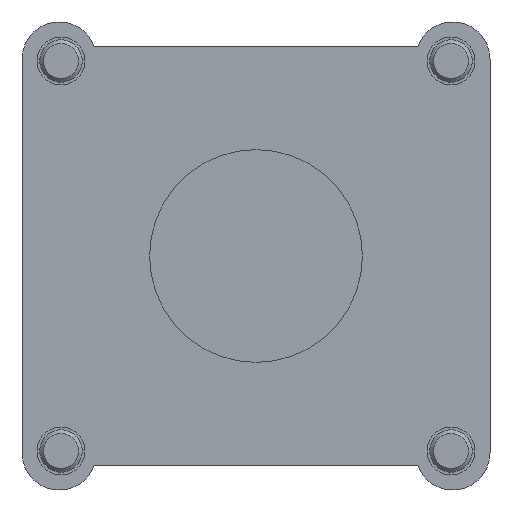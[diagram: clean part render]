
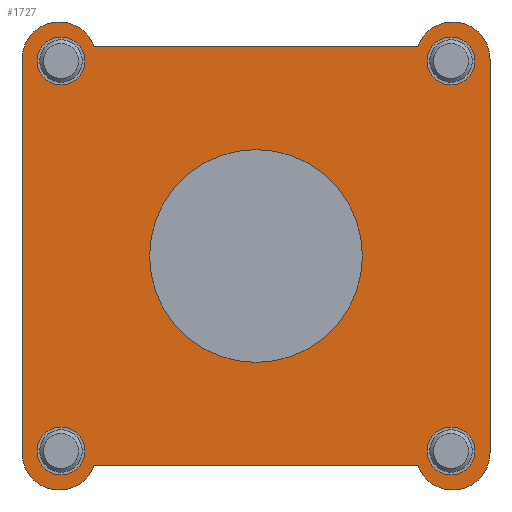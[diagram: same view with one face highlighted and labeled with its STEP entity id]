
A CAD part, front view. The second image highlights one B-rep face of the part: STEP entity #1727.
In plain terms, the highlighted planar face has unit normal (0, -1, 0).
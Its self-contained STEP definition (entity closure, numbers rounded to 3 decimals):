
#128=LINE('',#2598,#252);
#139=LINE('',#2627,#263);
#156=LINE('',#2686,#280);
#178=LINE('',#2761,#302);
#252=VECTOR('',#2051,1000.);
#263=VECTOR('',#2070,1000.);
#280=VECTOR('',#2125,1000.);
#302=VECTOR('',#2191,1000.);
#568=ORIENTED_EDGE('',*,*,#1000,.T.);
#569=ORIENTED_EDGE('',*,*,#1001,.T.);
#570=ORIENTED_EDGE('',*,*,#1002,.T.);
#571=ORIENTED_EDGE('',*,*,#1003,.T.);
#572=ORIENTED_EDGE('',*,*,#1004,.T.);
#573=ORIENTED_EDGE('',*,*,#997,.F.);
#574=ORIENTED_EDGE('',*,*,#941,.F.);
#575=ORIENTED_EDGE('',*,*,#999,.F.);
#576=ORIENTED_EDGE('',*,*,#903,.F.);
#577=ORIENTED_EDGE('',*,*,#895,.F.);
#578=ORIENTED_EDGE('',*,*,#859,.F.);
#579=ORIENTED_EDGE('',*,*,#888,.F.);
#580=ORIENTED_EDGE('',*,*,#873,.F.);
#859=EDGE_CURVE('',#1100,#1101,#128,.T.);
#873=EDGE_CURVE('',#1114,#1115,#139,.T.);
#888=EDGE_CURVE('',#1115,#1100,#1268,.T.);
#895=EDGE_CURVE('',#1101,#1131,#1274,.T.);
#903=EDGE_CURVE('',#1131,#1138,#156,.T.);
#941=EDGE_CURVE('',#1168,#1169,#178,.T.);
#997=EDGE_CURVE('',#1169,#1114,#1306,.T.);
#999=EDGE_CURVE('',#1138,#1168,#1308,.T.);
#1000=EDGE_CURVE('',#1207,#1207,#1309,.T.);
#1001=EDGE_CURVE('',#1208,#1208,#1310,.T.);
#1002=EDGE_CURVE('',#1209,#1209,#1311,.T.);
#1003=EDGE_CURVE('',#1210,#1210,#1312,.T.);
#1004=EDGE_CURVE('',#1211,#1211,#1313,.T.);
#1100=VERTEX_POINT('',#2597);
#1101=VERTEX_POINT('',#2599);
#1114=VERTEX_POINT('',#2626);
#1115=VERTEX_POINT('',#2628);
#1131=VERTEX_POINT('',#2668);
#1138=VERTEX_POINT('',#2687);
#1168=VERTEX_POINT('',#2760);
#1169=VERTEX_POINT('',#2762);
#1207=VERTEX_POINT('',#2959);
#1208=VERTEX_POINT('',#2961);
#1209=VERTEX_POINT('',#2963);
#1210=VERTEX_POINT('',#2965);
#1211=VERTEX_POINT('',#2967);
#1268=CIRCLE('',#1846,10.5);
#1274=CIRCLE('',#1854,10.5);
#1306=CIRCLE('',#1910,10.5);
#1308=CIRCLE('',#1913,10.5);
#1309=CIRCLE('',#1915,6.75);
#1310=CIRCLE('',#1916,6.75);
#1311=CIRCLE('',#1917,6.75);
#1312=CIRCLE('',#1918,6.75);
#1313=CIRCLE('',#1919,30.);
#1386=EDGE_LOOP('',(#568));
#1387=EDGE_LOOP('',(#569));
#1388=EDGE_LOOP('',(#570));
#1389=EDGE_LOOP('',(#571));
#1390=EDGE_LOOP('',(#572));
#1391=EDGE_LOOP('',(#573,#574,#575,#576,#577,#578,#579,#580));
#1532=FACE_BOUND('',#1386,.T.);
#1533=FACE_BOUND('',#1387,.T.);
#1534=FACE_BOUND('',#1388,.T.);
#1535=FACE_BOUND('',#1389,.T.);
#1536=FACE_BOUND('',#1390,.T.);
#1537=FACE_BOUND('',#1391,.T.);
#1657=PLANE('',#1914);
#1727=ADVANCED_FACE('',(#1532,#1533,#1534,#1535,#1536,#1537),#1657,.F.);
#1846=AXIS2_PLACEMENT_3D('',#2655,#2094,#2095);
#1854=AXIS2_PLACEMENT_3D('',#2670,#2111,#2112);
#1910=AXIS2_PLACEMENT_3D('',#2953,#2277,#2278);
#1913=AXIS2_PLACEMENT_3D('',#2956,#2283,#2284);
#1914=AXIS2_PLACEMENT_3D('',#2957,#2285,#2286);
#1915=AXIS2_PLACEMENT_3D('',#2958,#2287,#2288);
#1916=AXIS2_PLACEMENT_3D('',#2960,#2289,#2290);
#1917=AXIS2_PLACEMENT_3D('',#2962,#2291,#2292);
#1918=AXIS2_PLACEMENT_3D('',#2964,#2293,#2294);
#1919=AXIS2_PLACEMENT_3D('',#2966,#2295,#2296);
#2051=DIRECTION('',(1.,0.,0.));
#2070=DIRECTION('',(0.,0.,1.));
#2094=DIRECTION('',(0.,1.,0.));
#2095=DIRECTION('',(1.,0.,0.));
#2111=DIRECTION('',(0.,1.,0.));
#2112=DIRECTION('',(1.,0.,0.));
#2125=DIRECTION('',(0.,0.,-1.));
#2191=DIRECTION('',(-1.,0.,0.));
#2277=DIRECTION('',(0.,1.,0.));
#2278=DIRECTION('',(1.,0.,0.));
#2283=DIRECTION('',(0.,1.,0.));
#2284=DIRECTION('',(1.,0.,0.));
#2285=DIRECTION('',(0.,1.,0.));
#2286=DIRECTION('',(0.,0.,1.));
#2287=DIRECTION('',(0.,1.,0.));
#2288=DIRECTION('',(1.,0.,0.));
#2289=DIRECTION('',(0.,1.,0.));
#2290=DIRECTION('',(1.,0.,0.));
#2291=DIRECTION('',(0.,1.,0.));
#2292=DIRECTION('',(1.,0.,0.));
#2293=DIRECTION('',(0.,1.,0.));
#2294=DIRECTION('',(1.,0.,0.));
#2295=DIRECTION('',(0.,1.,0.));
#2296=DIRECTION('',(1.,0.,0.));
#2597=CARTESIAN_POINT('',(-45.601,0.,59.));
#2598=CARTESIAN_POINT('',(-45.601,0.,59.));
#2599=CARTESIAN_POINT('',(45.601,0.,59.));
#2626=CARTESIAN_POINT('',(-66.,0.,-55.5));
#2627=CARTESIAN_POINT('',(-66.,0.,-55.5));
#2628=CARTESIAN_POINT('',(-66.,0.,55.5));
#2655=CARTESIAN_POINT('',(-55.5,0.,55.5));
#2668=CARTESIAN_POINT('',(66.,0.,55.5));
#2670=CARTESIAN_POINT('',(55.5,0.,55.5));
#2686=CARTESIAN_POINT('',(66.,0.,55.5));
#2687=CARTESIAN_POINT('',(66.,0.,-55.5));
#2760=CARTESIAN_POINT('',(45.601,0.,-59.));
#2761=CARTESIAN_POINT('',(45.601,0.,-59.));
#2762=CARTESIAN_POINT('',(-45.601,0.,-59.));
#2953=CARTESIAN_POINT('',(-55.5,0.,-55.5));
#2956=CARTESIAN_POINT('',(55.5,0.,-55.5));
#2957=CARTESIAN_POINT('',(-55.5,0.,-55.5));
#2958=CARTESIAN_POINT('',(-55.,0.,55.));
#2959=CARTESIAN_POINT('',(-48.25,0.,55.));
#2960=CARTESIAN_POINT('',(55.,0.,55.));
#2961=CARTESIAN_POINT('',(61.75,0.,55.));
#2962=CARTESIAN_POINT('',(-55.,0.,-55.));
#2963=CARTESIAN_POINT('',(-48.25,0.,-55.));
#2964=CARTESIAN_POINT('',(55.,0.,-55.));
#2965=CARTESIAN_POINT('',(61.75,0.,-55.));
#2966=CARTESIAN_POINT('',(0.,0.,0.));
#2967=CARTESIAN_POINT('',(30.,0.,0.));
